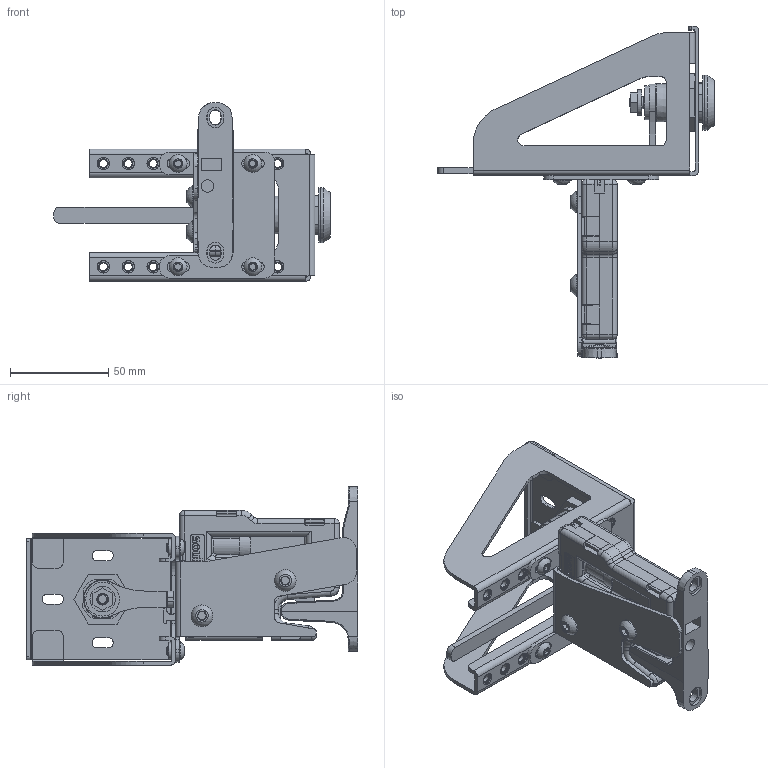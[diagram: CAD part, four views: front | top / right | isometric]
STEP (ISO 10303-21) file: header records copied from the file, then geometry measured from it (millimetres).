
FILE_DESCRIPTION(/* description */ (''),/* implementation_level */ '2;1');
FILE_NAME(/* name */ 'VS-ACK-CPWR.stp',/* time_stamp */ '2019-11-01T13:38:15-05:00',/* author */ (''),/* organization */ (''),/* preprocessor_version */ 'ST-DEVELOPER v16',/* originating_system */ 'SIEMENS PLM Software NX 11.0',/* authorisation */ '');
FILE_SCHEMA (('AP203_CONFIGURATION_CONTROLLED_3D_DESIGN_OF_MECHANICAL_PARTS_AND_ASSEMBLIES_MIM_LF { 1 0 10303 403 2 1 2}'));
Products named in the file (1): DJSL6D845DC4afel
Bounding box: 141.12 x 169.25 x 91.08 mm (x, y, z)
Volume: 114442.6 mm3; surface area: 114524.8 mm2
Topology: 42 solids, 94 shells, 2827 faces, 7538 edges, 5078 vertices
Faces by surface type: plane 1610, cylinder 575, extrusion 239, cone 192, bspline 164, torus 33, sphere 14
Full cylindrical faces by diameter (mm): 2.6 x2, 3.967 x16, 4.445 x2, 5.105 x1, 6 x2, 6.325 x16, 6.35 x18, 6.38 x1, 6.417 x1, 7.142 x2, 7.48 x16, 8.4 x2, 8.636 x16, 9.169 x4, 9.6 x2, 9.7 x4, 9.8 x1, 9.855 x1, 10 x1, 11.1 x2, 11.9 x2, 12 x1, 12.9 x2, 12.954 x1, 14 x1, 15.6 x1, 17.2 x1, 17.272 x1, 19.05 x1, 19.5 x1
Entity records: 111153 total; most frequent: CARTESIAN_POINT 43934, ORIENTED_EDGE 14218, DIRECTION 11397, EDGE_CURVE 7213, VERTEX_POINT 4971, AXIS2_PLACEMENT_3D 3801, VECTOR 3795, LINE 3556
